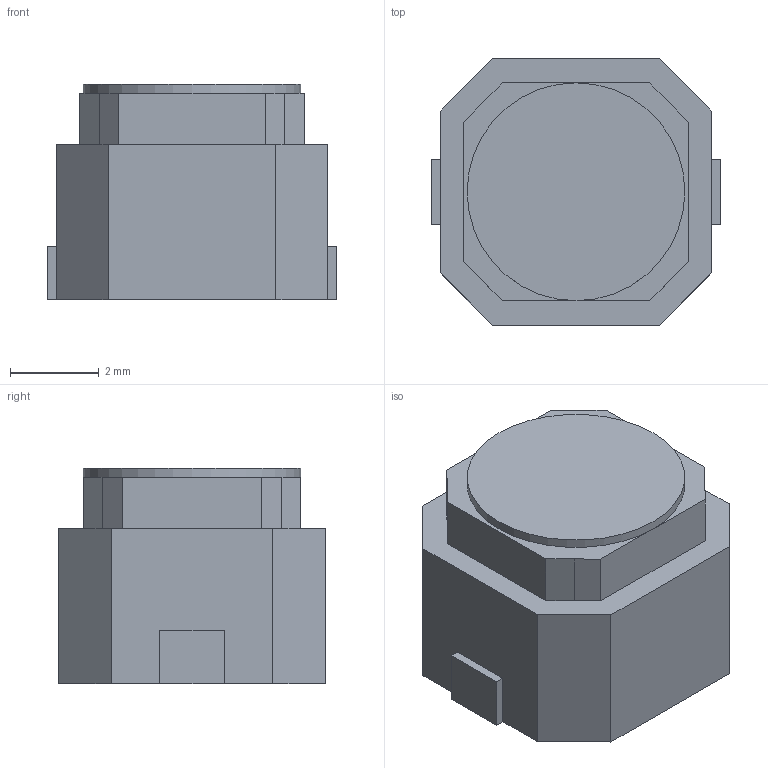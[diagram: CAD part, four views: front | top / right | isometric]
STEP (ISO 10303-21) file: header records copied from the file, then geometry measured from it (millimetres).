
FILE_DESCRIPTION(/* description */ (''),/* implementation_level */ '2;1');
FILE_NAME(/* name */ 'SW_6x5_SMD_Soft_touch.step',/* time_stamp */ '2023-01-05T09:24:09+01:00',/* author */ (''),/* organization */ (''),/* preprocessor_version */ 'ST-DEVELOPER v19.2',/* originating_system */ 'Autodesk Translation Framework v11.17.0.187',/* authorisation */ '');
FILE_SCHEMA (('AUTOMOTIVE_DESIGN { 1 0 10303 214 3 1 1 }'));
Length unit declared in the file: millimetre
Products named in the file (1): SW_6x5_SMD_Soft_touch
Bounding box: 6.5 x 6 x 4.85 mm (x, y, z)
Volume: 149.7 mm3; surface area: 194 mm2
Topology: 3 solids, 3 shells, 46 faces, 115 edges, 76 vertices
Faces by surface type: plane 45, cylinder 1
Full cylindrical faces by diameter (mm): 4.9 x1
Entity records: 1385 total; most frequent: CARTESIAN_POINT 238, ORIENTED_EDGE 230, DIRECTION 213, EDGE_CURVE 115, LINE 111, VECTOR 111, VERTEX_POINT 76, AXIS2_PLACEMENT_3D 51
